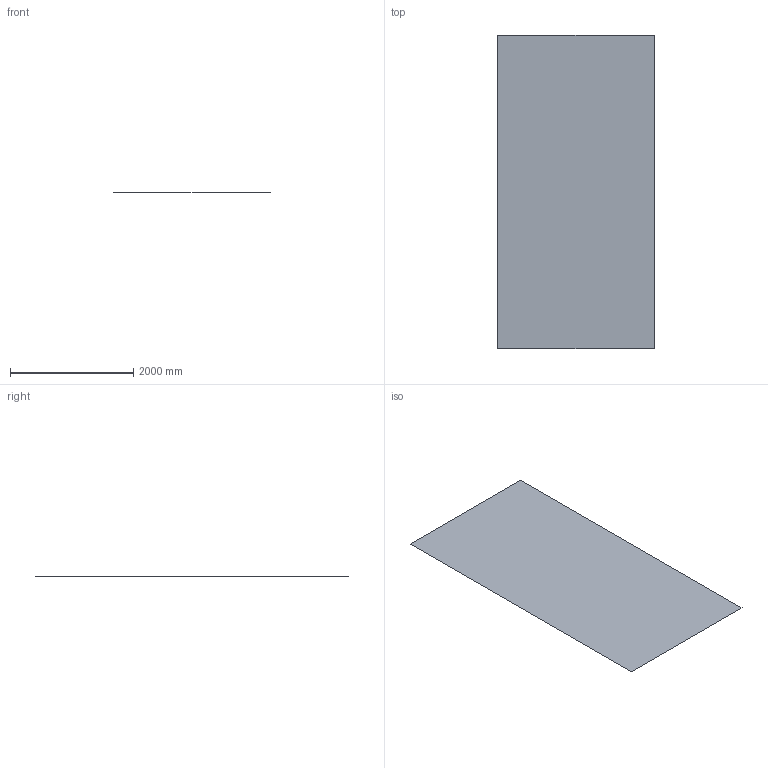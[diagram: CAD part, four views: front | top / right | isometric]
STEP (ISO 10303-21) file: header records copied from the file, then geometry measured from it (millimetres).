
FILE_DESCRIPTION((''),'2;1');
FILE_NAME('C2','2002-01-28T',('dbrewster'),(''),'PRO/ENGINEER BY PARAMETRIC TECHNOLOGY CORPORATION, 2002020','PRO/ENGINEER BY PARAMETRIC TECHNOLOGY CORPORATION, 2002020','');
FILE_SCHEMA(('CONFIG_CONTROL_DESIGN', 'GEOMETRIC_VALIDATION_PROPERTIES_MIM'));
Length unit declared in the file: inch
Products named in the file (1): C2
Bounding box: 2540 x 5080 x 0 mm (x, y, z)
Surface area: 12903200 mm2 (no closed solid volume)
Topology: 0 solids, 0 shells, 1 faces, 5 edges, 6 vertices
Faces by surface type: bspline 1
Entity records: 155 total; most frequent: CARTESIAN_POINT 23, DIRECTION 10, VECTOR 8, LINE 8, TRIMMED_CURVE 8, DEFINITIONAL_REPRESENTATION 4, PCURVE 4, PERSON_AND_ORGANIZATION_ROLE 4
